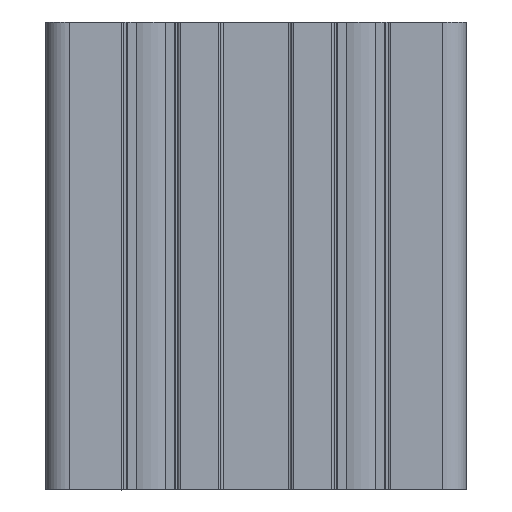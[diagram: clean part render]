
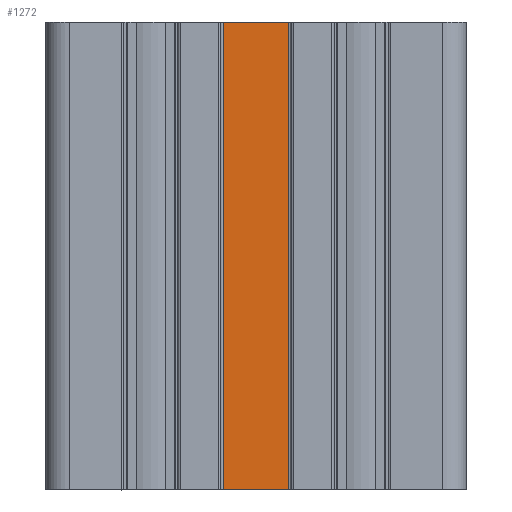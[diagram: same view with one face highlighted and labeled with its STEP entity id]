
A CAD part, top view. The second image highlights one B-rep face of the part: STEP entity #1272.
In plain terms, the highlighted planar face has unit normal (0, 0, 1).
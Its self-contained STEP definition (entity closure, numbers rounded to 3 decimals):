
#1272 = ADVANCED_FACE( '', ( #2876 ), #2877, .T. );
#2876 = FACE_OUTER_BOUND( '', #4827, .T. );
#2877 = PLANE( '', #4828 );
#4827 = EDGE_LOOP( '', ( #8287, #8288, #8289, #8290 ) );
#4828 = AXIS2_PLACEMENT_3D( '', #8291, #8292, #8293 );
#8287 = ORIENTED_EDGE( '', *, *, #13636, .F. );
#8288 = ORIENTED_EDGE( '', *, *, #12859, .F. );
#8289 = ORIENTED_EDGE( '', *, *, #13637, .T. );
#8290 = ORIENTED_EDGE( '', *, *, #13638, .T. );
#8291 = CARTESIAN_POINT( '', ( -7., 100., 44. ) );
#8292 = DIRECTION( '', ( 0., 0., 1. ) );
#8293 = DIRECTION( '', ( 1., 0., 0. ) );
#12859 = EDGE_CURVE( '', #15861, #15857, #15863, .T. );
#13636 = EDGE_CURVE( '', #15857, #17110, #17111, .T. );
#13637 = EDGE_CURVE( '', #15861, #17112, #17113, .T. );
#13638 = EDGE_CURVE( '', #17112, #17110, #17114, .T. );
#15857 = VERTEX_POINT( '', #20032 );
#15861 = VERTEX_POINT( '', #20037 );
#15863 = LINE( '', #20039, #20040 );
#17110 = VERTEX_POINT( '', #21698 );
#17111 = LINE( '', #21699, #21700 );
#17112 = VERTEX_POINT( '', #21701 );
#17113 = LINE( '', #21702, #21703 );
#17114 = LINE( '', #21704, #21705 );
#20032 = CARTESIAN_POINT( '', ( 7., 0., 44. ) );
#20037 = CARTESIAN_POINT( '', ( 7., 100., 44. ) );
#20039 = CARTESIAN_POINT( '', ( 7., 100., 44. ) );
#20040 = VECTOR( '', #24454, 1000. );
#21698 = CARTESIAN_POINT( '', ( -7., 0., 44. ) );
#21699 = CARTESIAN_POINT( '', ( -7., 0., 44. ) );
#21700 = VECTOR( '', #25418, 1000. );
#21701 = CARTESIAN_POINT( '', ( -7., 100., 44. ) );
#21702 = CARTESIAN_POINT( '', ( -7., 100., 44. ) );
#21703 = VECTOR( '', #25419, 1000. );
#21704 = CARTESIAN_POINT( '', ( -7., 100., 44. ) );
#21705 = VECTOR( '', #25420, 1000. );
#24454 = DIRECTION( '', ( 0., -1., 0. ) );
#25418 = DIRECTION( '', ( -1., 0., 0. ) );
#25419 = DIRECTION( '', ( -1., 0., 0. ) );
#25420 = DIRECTION( '', ( 0., -1., 0. ) );
